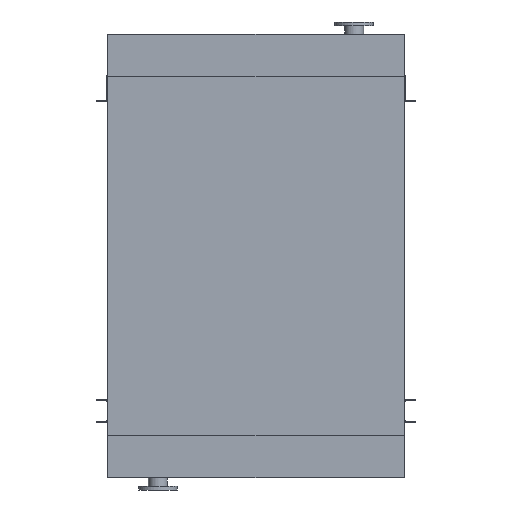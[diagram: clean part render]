
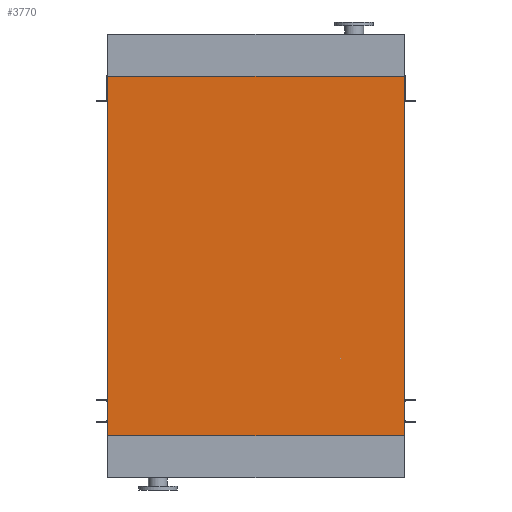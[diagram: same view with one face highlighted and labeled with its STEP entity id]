
A CAD part, front view. The second image highlights one B-rep face of the part: STEP entity #3770.
In plain terms, the highlighted planar face has unit normal (0, -1, 0).
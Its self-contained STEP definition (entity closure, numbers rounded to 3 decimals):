
#517 = ORIENTED_EDGE ( 'NONE', *, *, #8121, .T. ) ;
#1824 = PLANE ( 'NONE',  #13380 ) ;
#1871 = VERTEX_POINT ( 'NONE', #9585 ) ;
#1889 = ORIENTED_EDGE ( 'NONE', *, *, #11642, .F. ) ;
#2102 = CARTESIAN_POINT ( 'NONE',  ( -845., 0., 0. ) ) ;
#3157 = VECTOR ( 'NONE', #6467, 1000. ) ;
#3770 = ADVANCED_FACE ( 'NONE', ( #8971 ), #1824, .T. ) ;
#3864 = CARTESIAN_POINT ( 'NONE',  ( -845., 0., -2050. ) ) ;
#4237 = ORIENTED_EDGE ( 'NONE', *, *, #9143, .T. ) ;
#4301 = VECTOR ( 'NONE', #10746, 1000. ) ;
#4350 = DIRECTION ( 'NONE',  ( 0., -1., 0. ) ) ;
#4419 = DIRECTION ( 'NONE',  ( 0., 0., -1. ) ) ;
#4603 = VERTEX_POINT ( 'NONE', #9833 ) ;
#5401 = ORIENTED_EDGE ( 'NONE', *, *, #12359, .F. ) ;
#6467 = DIRECTION ( 'NONE',  ( 0., 0., 1. ) ) ;
#6643 = DIRECTION ( 'NONE',  ( 1., 0., 0. ) ) ;
#6889 = EDGE_LOOP ( 'NONE', ( #1889, #5401, #4237, #517 ) ) ;
#6998 = LINE ( 'NONE', #3864, #14654 ) ;
#8121 = EDGE_CURVE ( 'NONE', #13238, #4603, #14419, .T. ) ;
#8266 = DIRECTION ( 'NONE',  ( 1., 0., 0. ) ) ;
#8813 = LINE ( 'NONE', #2102, #12438 ) ;
#8971 = FACE_OUTER_BOUND ( 'NONE', #6889, .T. ) ;
#9006 = CARTESIAN_POINT ( 'NONE',  ( -845., 0., -2050. ) ) ;
#9143 = EDGE_CURVE ( 'NONE', #11056, #13238, #6998, .T. ) ;
#9585 = CARTESIAN_POINT ( 'NONE',  ( -845., 0., 0. ) ) ;
#9833 = CARTESIAN_POINT ( 'NONE',  ( 845., 0., 0. ) ) ;
#10746 = DIRECTION ( 'NONE',  ( 0., 0., 1. ) ) ;
#11051 = CARTESIAN_POINT ( 'NONE',  ( 845., 0., -2050. ) ) ;
#11056 = VERTEX_POINT ( 'NONE', #9006 ) ;
#11642 = EDGE_CURVE ( 'NONE', #1871, #4603, #8813, .T. ) ;
#12359 = EDGE_CURVE ( 'NONE', #11056, #1871, #14328, .T. ) ;
#12438 = VECTOR ( 'NONE', #6643, 1000. ) ;
#13127 = CARTESIAN_POINT ( 'NONE',  ( -845., 0., -2050. ) ) ;
#13238 = VERTEX_POINT ( 'NONE', #14497 ) ;
#13380 = AXIS2_PLACEMENT_3D ( 'NONE', #14451, #4350, #4419 ) ;
#14328 = LINE ( 'NONE', #13127, #3157 ) ;
#14419 = LINE ( 'NONE', #11051, #4301 ) ;
#14451 = CARTESIAN_POINT ( 'NONE',  ( -845., 0., -2050. ) ) ;
#14497 = CARTESIAN_POINT ( 'NONE',  ( 845., 0., -2050. ) ) ;
#14654 = VECTOR ( 'NONE', #8266, 1000. ) ;
